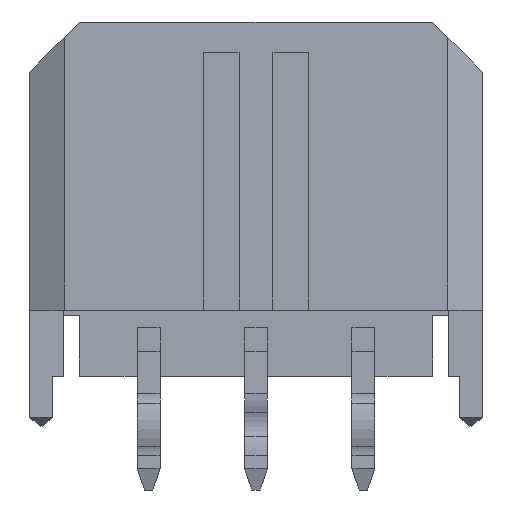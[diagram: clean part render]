
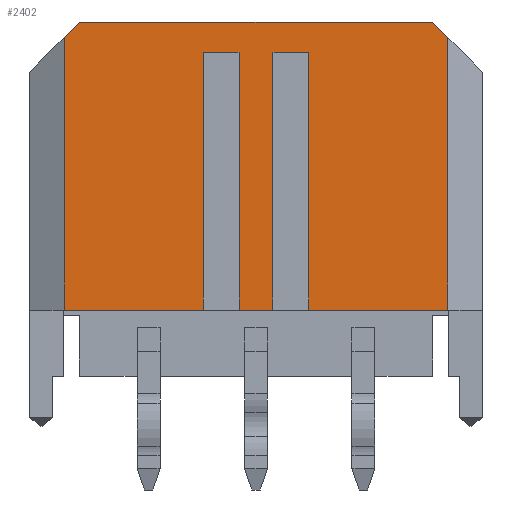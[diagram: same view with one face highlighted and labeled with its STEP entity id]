
A CAD part, front view. The second image highlights one B-rep face of the part: STEP entity #2402.
In plain terms, the highlighted planar face has unit normal (0, -1, 0).
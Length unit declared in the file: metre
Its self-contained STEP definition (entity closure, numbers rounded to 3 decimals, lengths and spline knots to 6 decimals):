
#1006 = EDGE_CURVE( '', #2902, #2903, #2904, .T. );
#1258 = EDGE_CURVE( '', #3343, #3344, #3345, .T. );
#1432 = EDGE_CURVE( '', #3626, #3627, #3628, .T. );
#1540 = EDGE_CURVE( '', #2903, #3781, #3782, .T. );
#1668 = EDGE_CURVE( '', #2928, #3935, #3975, .T. );
#1972 = EDGE_CURVE( '', #3127, #4385, #4386, .T. );
#1994 = EDGE_CURVE( '', #3627, #3935, #4410, .T. );
#2154 = EDGE_CURVE( '', #3344, #4611, #4612, .T. );
#2364 = EDGE_CURVE( '', #3343, #3536, #4865, .T. );
#2402 = ADVANCED_FACE( '', ( #4906 ), #4907, .T. );
#2620 = EDGE_CURVE( '', #3781, #5161, #5162, .T. );
#2702 = EDGE_CURVE( '', #2928, #3536, #5256, .T. );
#2740 = EDGE_CURVE( '', #3626, #5161, #5301, .T. );
#2752 = EDGE_CURVE( '', #2902, #4385, #5313, .T. );
#2760 = EDGE_CURVE( '', #4611, #3127, #5323, .T. );
#2902 = VERTEX_POINT( '', #5479 );
#2903 = VERTEX_POINT( '', #5480 );
#2904 = LINE( '', #5481, #5482 );
#2928 = VERTEX_POINT( '', #5517 );
#3127 = VERTEX_POINT( '', #5798 );
#3343 = VERTEX_POINT( '', #6093 );
#3344 = VERTEX_POINT( '', #6094 );
#3345 = LINE( '', #6095, #6096 );
#3536 = VERTEX_POINT( '', #6370 );
#3626 = VERTEX_POINT( '', #6509 );
#3627 = VERTEX_POINT( '', #6510 );
#3628 = LINE( '', #6511, #6512 );
#3781 = VERTEX_POINT( '', #6716 );
#3782 = LINE( '', #6717, #6718 );
#3935 = VERTEX_POINT( '', #6946 );
#3975 = LINE( '', #7010, #7011 );
#4385 = VERTEX_POINT( '', #7625 );
#4386 = LINE( '', #7626, #7627 );
#4410 = LINE( '', #7669, #7670 );
#4611 = VERTEX_POINT( '', #7982 );
#4612 = LINE( '', #7983, #7984 );
#4865 = LINE( '', #8386, #8387 );
#4906 = FACE_OUTER_BOUND( '', #8457, .T. );
#4907 = PLANE( '', #8458 );
#5161 = VERTEX_POINT( '', #8861 );
#5162 = LINE( '', #8862, #8863 );
#5256 = LINE( '', #9016, #9017 );
#5301 = LINE( '', #9084, #9085 );
#5313 = LINE( '', #9108, #9109 );
#5323 = LINE( '', #9123, #9124 );
#5479 = CARTESIAN_POINT( '', ( 0.000475, -0.002209, 0.001878 ) );
#5480 = CARTESIAN_POINT( '', ( -0.000475, -0.002209, 0.001878 ) );
#5481 = CARTESIAN_POINT( '', ( 0.000475, -0.002209, 0.001878 ) );
#5482 = VECTOR( '', #9254, 1. );
#5517 = CARTESIAN_POINT( '', ( -0.004925, -0.002209, 0.009928 ) );
#5798 = CARTESIAN_POINT( '', ( 0.001475, -0.002209, 0.009078 ) );
#6093 = CARTESIAN_POINT( '', ( 0.005365, -0.002209, 0.009488 ) );
#6094 = CARTESIAN_POINT( '', ( 0.005365, -0.002209, 0.001878 ) );
#6095 = CARTESIAN_POINT( '', ( 0.005365, -0.002209, 0.009488 ) );
#6096 = VECTOR( '', #9645, 1. );
#6370 = CARTESIAN_POINT( '', ( 0.004925, -0.002209, 0.009928 ) );
#6509 = CARTESIAN_POINT( '', ( -0.001475, -0.002209, 0.001878 ) );
#6510 = CARTESIAN_POINT( '', ( -0.005365, -0.002209, 0.001878 ) );
#6511 = CARTESIAN_POINT( '', ( -0.001475, -0.002209, 0.001878 ) );
#6512 = VECTOR( '', #9874, 1. );
#6716 = CARTESIAN_POINT( '', ( -0.000475, -0.002209, 0.009078 ) );
#6717 = CARTESIAN_POINT( '', ( -0.000475, -0.002209, 0.001878 ) );
#6718 = VECTOR( '', #10150, 1. );
#6946 = CARTESIAN_POINT( '', ( -0.005365, -0.002209, 0.009488 ) );
#7010 = CARTESIAN_POINT( '', ( -0.004925, -0.002209, 0.009928 ) );
#7011 = VECTOR( '', #10373, 1. );
#7625 = CARTESIAN_POINT( '', ( 0.000475, -0.002209, 0.009078 ) );
#7626 = CARTESIAN_POINT( '', ( 0.001475, -0.002209, 0.009078 ) );
#7627 = VECTOR( '', #10926, 1. );
#7669 = CARTESIAN_POINT( '', ( -0.005365, -0.002209, 0.001878 ) );
#7670 = VECTOR( '', #10946, 1. );
#7982 = CARTESIAN_POINT( '', ( 0.001475, -0.002209, 0.001878 ) );
#7983 = CARTESIAN_POINT( '', ( 0.005365, -0.002209, 0.001878 ) );
#7984 = VECTOR( '', #11216, 1. );
#8386 = CARTESIAN_POINT( '', ( 0.005365, -0.002209, 0.009488 ) );
#8387 = VECTOR( '', #11530, 1. );
#8457 = EDGE_LOOP( '', ( #11573, #11574, #11575, #11576, #11577, #11578, #11579, #11580, #11581, #11582, #11583, #11584, #11585, #11586 ) );
#8458 = AXIS2_PLACEMENT_3D( '', #11587, #11588, #11589 );
#8861 = CARTESIAN_POINT( '', ( -0.001475, -0.002209, 0.009078 ) );
#8862 = CARTESIAN_POINT( '', ( -0.000475, -0.002209, 0.009078 ) );
#8863 = VECTOR( '', #11959, 1. );
#9016 = CARTESIAN_POINT( '', ( -0.004925, -0.002209, 0.009928 ) );
#9017 = VECTOR( '', #12069, 1. );
#9084 = CARTESIAN_POINT( '', ( -0.001475, -0.002209, 0.001878 ) );
#9085 = VECTOR( '', #12139, 1. );
#9108 = CARTESIAN_POINT( '', ( 0.000475, -0.002209, 0.001878 ) );
#9109 = VECTOR( '', #12145, 1. );
#9123 = CARTESIAN_POINT( '', ( 0.001475, -0.002209, 0.001878 ) );
#9124 = VECTOR( '', #12151, 1. );
#9254 = DIRECTION( '', ( -1., 0., 0. ) );
#9645 = DIRECTION( '', ( 0., 0., -1. ) );
#9874 = DIRECTION( '', ( -1., 0., 0. ) );
#10150 = DIRECTION( '', ( 0., 0., 1. ) );
#10373 = DIRECTION( '', ( -0.707, 0., -0.707 ) );
#10926 = DIRECTION( '', ( -1., 0., 0. ) );
#10946 = DIRECTION( '', ( 0., 0., 1. ) );
#11216 = DIRECTION( '', ( -1., 0., 0. ) );
#11530 = DIRECTION( '', ( -0.707, 0., 0.707 ) );
#11573 = ORIENTED_EDGE( '', *, *, #1972, .F. );
#11574 = ORIENTED_EDGE( '', *, *, #2760, .F. );
#11575 = ORIENTED_EDGE( '', *, *, #2154, .F. );
#11576 = ORIENTED_EDGE( '', *, *, #1258, .F. );
#11577 = ORIENTED_EDGE( '', *, *, #2364, .T. );
#11578 = ORIENTED_EDGE( '', *, *, #2702, .F. );
#11579 = ORIENTED_EDGE( '', *, *, #1668, .T. );
#11580 = ORIENTED_EDGE( '', *, *, #1994, .F. );
#11581 = ORIENTED_EDGE( '', *, *, #1432, .F. );
#11582 = ORIENTED_EDGE( '', *, *, #2740, .T. );
#11583 = ORIENTED_EDGE( '', *, *, #2620, .F. );
#11584 = ORIENTED_EDGE( '', *, *, #1540, .F. );
#11585 = ORIENTED_EDGE( '', *, *, #1006, .F. );
#11586 = ORIENTED_EDGE( '', *, *, #2752, .T. );
#11587 = CARTESIAN_POINT( '', ( -0.006325, -0.002209, 0.009928 ) );
#11588 = DIRECTION( '', ( 0., -1., 0. ) );
#11589 = DIRECTION( '', ( 0., 0., -1. ) );
#11959 = DIRECTION( '', ( -1., 0., 0. ) );
#12069 = DIRECTION( '', ( 1., 0., 0. ) );
#12139 = DIRECTION( '', ( 0., 0., 1. ) );
#12145 = DIRECTION( '', ( 0., 0., 1. ) );
#12151 = DIRECTION( '', ( 0., 0., 1. ) );
